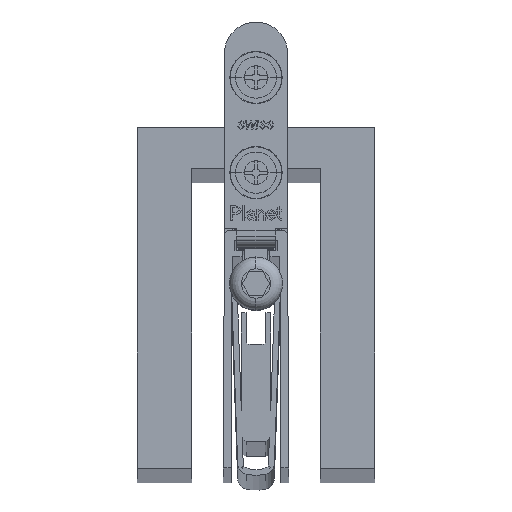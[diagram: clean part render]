
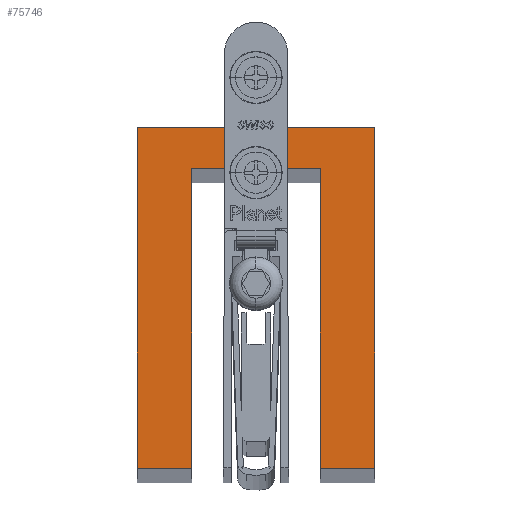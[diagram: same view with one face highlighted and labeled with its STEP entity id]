
A CAD part, top view. The second image highlights one B-rep face of the part: STEP entity #75746.
In plain terms, the highlighted planar face has unit normal (0, 0, 1).
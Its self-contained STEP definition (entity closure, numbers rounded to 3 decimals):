
#2812 = EDGE_CURVE ( 'NONE', #45861, #53481, #7401, .T. ) ;
#3540 = EDGE_CURVE ( 'NONE', #53481, #7689, #14836, .T. ) ;
#3902 = DIRECTION ( 'NONE',  ( 1., 0., 0. ) ) ;
#5151 = DIRECTION ( 'NONE',  ( 1., 0., 0. ) ) ;
#5354 = CARTESIAN_POINT ( 'NONE',  ( 8.1, 0., 1037. ) ) ;
#7357 = DIRECTION ( 'NONE',  ( -1., 0., 0. ) ) ;
#7401 = LINE ( 'NONE', #100714, #88093 ) ;
#7689 = VERTEX_POINT ( 'NONE', #5354 ) ;
#8346 = VECTOR ( 'NONE', #18558, 1000. ) ;
#8962 = CARTESIAN_POINT ( 'NONE',  ( 15., 43., 1037. ) ) ;
#9703 = LINE ( 'NONE', #53738, #59214 ) ;
#11815 = ORIENTED_EDGE ( 'NONE', *, *, #46764, .T. ) ;
#12492 = DIRECTION ( 'NONE',  ( 0., 0., 1. ) ) ;
#14836 = LINE ( 'NONE', #41148, #82525 ) ;
#18558 = DIRECTION ( 'NONE',  ( 1., 0., 0. ) ) ;
#21094 = FACE_OUTER_BOUND ( 'NONE', #43307, .T. ) ;
#25010 = ORIENTED_EDGE ( 'NONE', *, *, #79067, .T. ) ;
#25015 = CARTESIAN_POINT ( 'NONE',  ( 15., 0., 1037. ) ) ;
#26859 = LINE ( 'NONE', #44579, #53205 ) ;
#28852 = LINE ( 'NONE', #35724, #110306 ) ;
#30166 = ORIENTED_EDGE ( 'NONE', *, *, #98879, .T. ) ;
#34238 = LINE ( 'NONE', #93799, #86674 ) ;
#35724 = CARTESIAN_POINT ( 'NONE',  ( -15., 43., 1037. ) ) ;
#36269 = LINE ( 'NONE', #88377, #8346 ) ;
#36585 = AXIS2_PLACEMENT_3D ( 'NONE', #90910, #12492, #3902 ) ;
#41148 = CARTESIAN_POINT ( 'NONE',  ( 8.1, 37.8, 1037. ) ) ;
#43307 = EDGE_LOOP ( 'NONE', ( #11815, #87055, #30166, #53084, #80634, #60262, #25010, #47312 ) ) ;
#44579 = CARTESIAN_POINT ( 'NONE',  ( -8.1, 37.8, 1037. ) ) ;
#45833 = VERTEX_POINT ( 'NONE', #84594 ) ;
#45861 = VERTEX_POINT ( 'NONE', #49094 ) ;
#46764 = EDGE_CURVE ( 'NONE', #73934, #70456, #28852, .T. ) ;
#47312 = ORIENTED_EDGE ( 'NONE', *, *, #49116, .T. ) ;
#47432 = EDGE_CURVE ( 'NONE', #70456, #45833, #9703, .T. ) ;
#49094 = CARTESIAN_POINT ( 'NONE',  ( -8.1, 37.8, 1037. ) ) ;
#49116 = EDGE_CURVE ( 'NONE', #96004, #73934, #34238, .T. ) ;
#49713 = DIRECTION ( 'NONE',  ( 0., -1., 0. ) ) ;
#53084 = ORIENTED_EDGE ( 'NONE', *, *, #2812, .T. ) ;
#53191 = EDGE_CURVE ( 'NONE', #7689, #73354, #36269, .T. ) ;
#53205 = VECTOR ( 'NONE', #60610, 1000. ) ;
#53481 = VERTEX_POINT ( 'NONE', #71636 ) ;
#53738 = CARTESIAN_POINT ( 'NONE',  ( -15., 0., 1037. ) ) ;
#55151 = DIRECTION ( 'NONE',  ( 0., -1., 0. ) ) ;
#55329 = CARTESIAN_POINT ( 'NONE',  ( -15., 0., 1037. ) ) ;
#55970 = PLANE ( 'NONE',  #36585 ) ;
#59214 = VECTOR ( 'NONE', #106439, 1000. ) ;
#60262 = ORIENTED_EDGE ( 'NONE', *, *, #53191, .T. ) ;
#60610 = DIRECTION ( 'NONE',  ( 0., 1., 0. ) ) ;
#65941 = CARTESIAN_POINT ( 'NONE',  ( -15., 43., 1037. ) ) ;
#70456 = VERTEX_POINT ( 'NONE', #55329 ) ;
#71636 = CARTESIAN_POINT ( 'NONE',  ( 8.1, 37.8, 1037. ) ) ;
#73354 = VERTEX_POINT ( 'NONE', #25015 ) ;
#73934 = VERTEX_POINT ( 'NONE', #65941 ) ;
#75746 = ADVANCED_FACE ( 'NONE', ( #21094 ), #55970, .T. ) ;
#79067 = EDGE_CURVE ( 'NONE', #73354, #96004, #113147, .T. ) ;
#80634 = ORIENTED_EDGE ( 'NONE', *, *, #3540, .T. ) ;
#82525 = VECTOR ( 'NONE', #49713, 1000. ) ;
#84594 = CARTESIAN_POINT ( 'NONE',  ( -8.1, 0., 1037. ) ) ;
#85845 = CARTESIAN_POINT ( 'NONE',  ( 15., 43., 1037. ) ) ;
#86674 = VECTOR ( 'NONE', #7357, 1000. ) ;
#86824 = DIRECTION ( 'NONE',  ( 0., 1., 0. ) ) ;
#87055 = ORIENTED_EDGE ( 'NONE', *, *, #47432, .T. ) ;
#88093 = VECTOR ( 'NONE', #5151, 1000. ) ;
#88377 = CARTESIAN_POINT ( 'NONE',  ( 8.1, 0., 1037. ) ) ;
#90910 = CARTESIAN_POINT ( 'NONE',  ( 0., 0., 1037. ) ) ;
#93799 = CARTESIAN_POINT ( 'NONE',  ( -15., 43., 1037. ) ) ;
#96004 = VERTEX_POINT ( 'NONE', #85845 ) ;
#97046 = VECTOR ( 'NONE', #86824, 1000. ) ;
#98879 = EDGE_CURVE ( 'NONE', #45833, #45861, #26859, .T. ) ;
#100714 = CARTESIAN_POINT ( 'NONE',  ( -8.1, 37.8, 1037. ) ) ;
#106439 = DIRECTION ( 'NONE',  ( 1., 0., 0. ) ) ;
#110306 = VECTOR ( 'NONE', #55151, 1000. ) ;
#113147 = LINE ( 'NONE', #8962, #97046 ) ;
